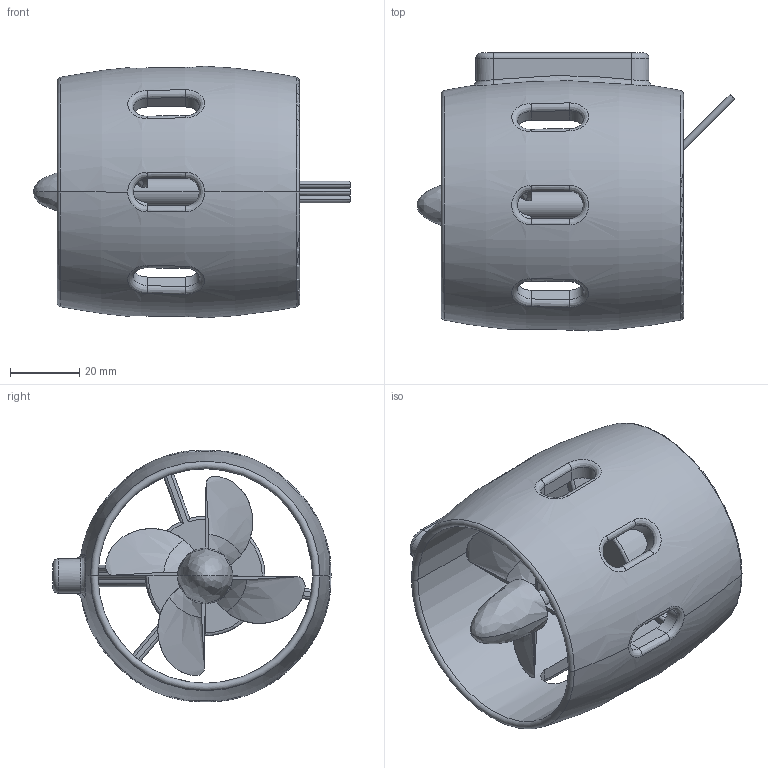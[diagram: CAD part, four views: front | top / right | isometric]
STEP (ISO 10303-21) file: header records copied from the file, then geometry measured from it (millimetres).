
FILE_DESCRIPTION (( 'STEP AP203' ), '1' );
FILE_NAME ('SM-MOT-moteur.STEP', '2025-09-10T20:21:43', ( '' ), ( '' ), 'SwSTEP 2.0', 'SolidWorks 2025', '' );
FILE_SCHEMA (( 'CONFIG_CONTROL_DESIGN' ));
Length unit declared in the file: millimetre
Products named in the file (1): SM-MOT-moteur
Bounding box: 91.85 x 80.34 x 72.68 mm (x, y, z)
Volume: 97539.6 mm3; surface area: 42216.2 mm2
Topology: 5 solids, 5 shells, 180 faces, 465 edges, 286 vertices
Faces by surface type: cylinder 64, bspline 50, plane 44, torus 22
Entity records: 12100 total; most frequent: CARTESIAN_POINT 8174, ORIENTED_EDGE 918, DIRECTION 627, EDGE_CURVE 459, VERTEX_POINT 286, AXIS2_PLACEMENT_3D 251, B_SPLINE_CURVE_WITH_KNOTS 206, EDGE_LOOP 197
